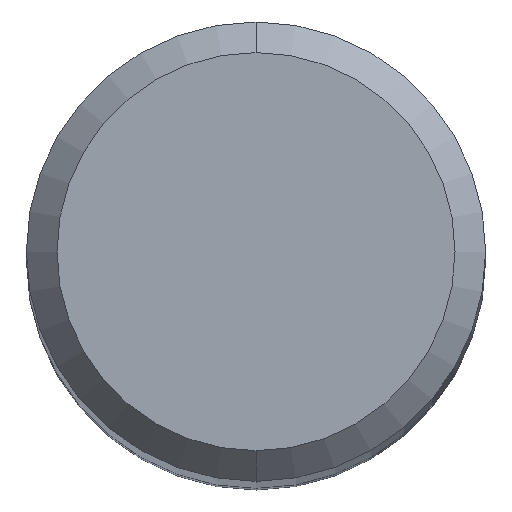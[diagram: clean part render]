
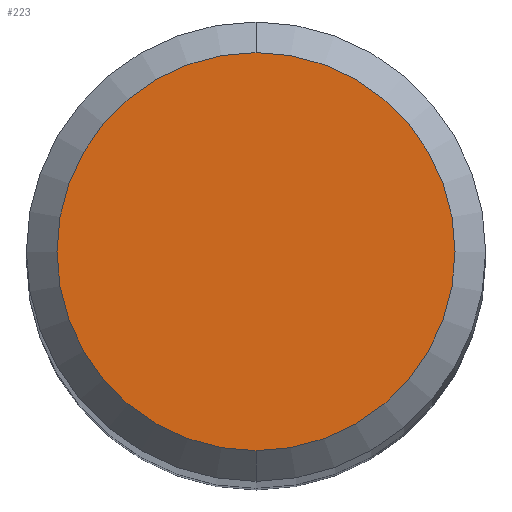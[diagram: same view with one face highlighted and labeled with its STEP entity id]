
A CAD part, top view. The second image highlights one B-rep face of the part: STEP entity #223.
In plain terms, the highlighted planar face has unit normal (0, 0, 1).
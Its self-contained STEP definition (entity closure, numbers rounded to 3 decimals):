
#215=EDGE_CURVE('',#241,#393,#495,.T.);
#223=ADVANCED_FACE('',(#503),#504,.T.);
#241=VERTEX_POINT('',#523);
#393=VERTEX_POINT('',#693);
#401=EDGE_CURVE('',#393,#241,#702,.T.);
#495=CIRCLE('',#867,2.6);
#503=FACE_OUTER_BOUND('',#885,.T.);
#504=PLANE('',#886);
#523=CARTESIAN_POINT('',(0.,-2.6,0.0));
#693=CARTESIAN_POINT('',(0.0,2.6,0.0));
#702=CIRCLE('',#1282,2.6);
#867=AXIS2_PLACEMENT_3D('',#1385,#1386,#1387);
#885=EDGE_LOOP('',(#1389,#1390));
#886=AXIS2_PLACEMENT_3D('',#1391,#1392,#1393);
#1282=AXIS2_PLACEMENT_3D('',#1610,#1611,#1612);
#1385=CARTESIAN_POINT('',(0.0,0.0,0.0));
#1386=DIRECTION('',(0.0,0.0,-1.0));
#1387=DIRECTION('',(0.0,1.0,0.0));
#1389=ORIENTED_EDGE('',*,*,#401,.F.);
#1390=ORIENTED_EDGE('',*,*,#215,.F.);
#1391=CARTESIAN_POINT('',(0.0,1.3,0.0));
#1392=DIRECTION('',(-0.0,0.0,1.0));
#1393=DIRECTION('',(0.0,-1.0,0.0));
#1610=CARTESIAN_POINT('',(0.0,0.0,0.0));
#1611=DIRECTION('',(0.0,0.0,-1.0));
#1612=DIRECTION('',(0.0,1.0,0.0));
